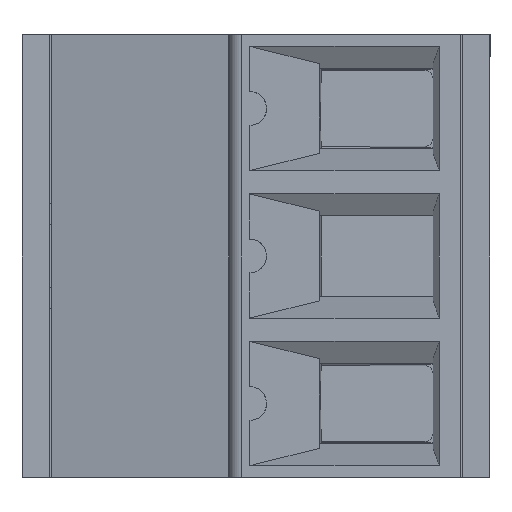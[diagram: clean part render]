
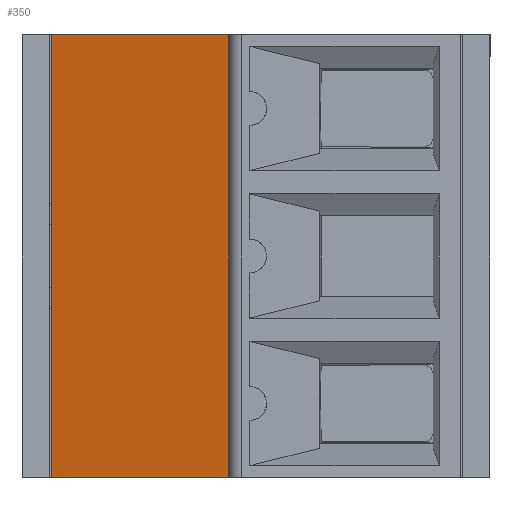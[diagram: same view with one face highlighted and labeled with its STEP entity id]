
A CAD part, left-side view. The second image highlights one B-rep face of the part: STEP entity #350.
In plain terms, the highlighted planar face has unit normal (-0.978, 0.209, 0).
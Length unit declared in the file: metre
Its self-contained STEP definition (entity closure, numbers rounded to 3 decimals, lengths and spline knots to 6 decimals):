
#350=ADVANCED_FACE('',(#896),#897,.F.);
#896=FACE_OUTER_BOUND('',#1663,.T.);
#897=PLANE('',#1664);
#1663=EDGE_LOOP('',(#2665,#2666,#2667,#2668));
#1664=AXIS2_PLACEMENT_3D('',#2669,#2670,#2671);
#2665=ORIENTED_EDGE('',*,*,#4664,.F.);
#2666=ORIENTED_EDGE('',*,*,#4665,.T.);
#2667=ORIENTED_EDGE('',*,*,#4660,.T.);
#2668=ORIENTED_EDGE('',*,*,#4504,.F.);
#2669=CARTESIAN_POINT('',(-0.001127,0.00671,-0.014867));
#2670=DIRECTION('',(0.978,-0.21,0.));
#2671=DIRECTION('',(0.,0.,1.0));
#4504=EDGE_CURVE('',#5370,#5371,#5372,.T.);
#4660=EDGE_CURVE('',#5620,#5371,#5621,.T.);
#4664=EDGE_CURVE('',#5626,#5370,#5627,.T.);
#4665=EDGE_CURVE('',#5626,#5620,#5628,.T.);
#5370=VERTEX_POINT('',#6642);
#5371=VERTEX_POINT('',#6643);
#5372=LINE('',#6644,#6645);
#5620=VERTEX_POINT('',#6998);
#5621=LINE('',#6999,#7000);
#5626=VERTEX_POINT('',#7007);
#5627=LINE('',#7008,#7009);
#5628=LINE('',#7010,#7011);
#6642=CARTESIAN_POINT('',(-0.000227,0.01091,0.002633));
#6643=CARTESIAN_POINT('',(-0.001127,0.00671,0.002633));
#6644=CARTESIAN_POINT('',(-0.001127,0.00671,0.002633));
#6645=VECTOR('',#8438,1.0);
#6998=CARTESIAN_POINT('',(-0.001127,0.00671,-0.007867));
#6999=CARTESIAN_POINT('',(-0.001127,0.00671,-0.014867));
#7000=VECTOR('',#8608,1.0);
#7007=CARTESIAN_POINT('',(-0.000227,0.01091,-0.007867));
#7008=CARTESIAN_POINT('',(-0.000227,0.01091,-0.014867));
#7009=VECTOR('',#8611,1.0);
#7010=CARTESIAN_POINT('',(-0.001127,0.00671,-0.007867));
#7011=VECTOR('',#8612,1.0);
#8438=DIRECTION('',(-0.21,-0.978,0.));
#8608=DIRECTION('',(0.,0.,1.0));
#8611=DIRECTION('',(0.,0.,1.0));
#8612=DIRECTION('',(-0.21,-0.978,0.));
